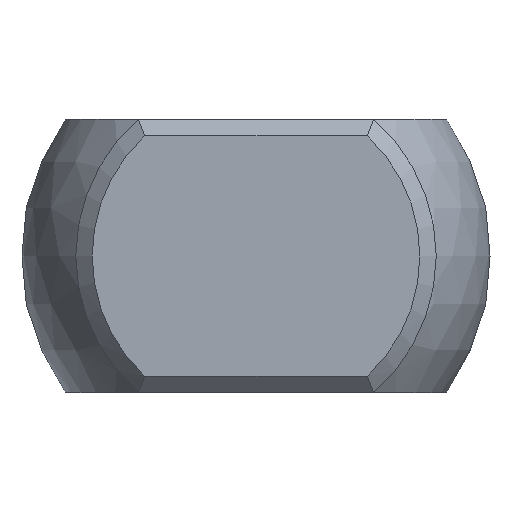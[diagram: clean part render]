
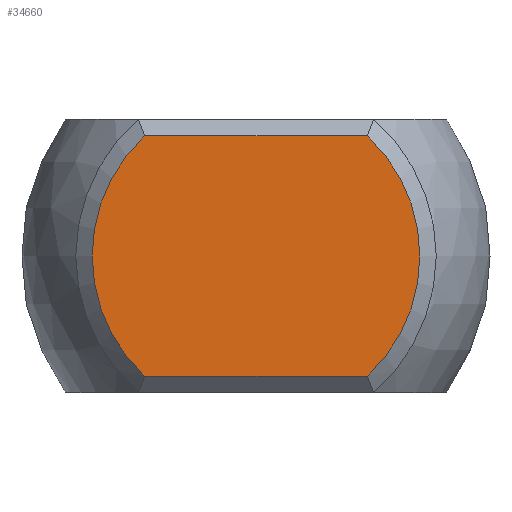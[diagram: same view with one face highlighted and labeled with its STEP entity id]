
A CAD part, left-side view. The second image highlights one B-rep face of the part: STEP entity #34660.
In plain terms, the highlighted planar face has unit normal (-1, 0, 0).
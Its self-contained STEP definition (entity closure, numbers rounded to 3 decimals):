
#33084 = PLANE('',#33085);
#33085 = AXIS2_PLACEMENT_3D('',#33086,#33087,#33088);
#33086 = CARTESIAN_POINT('',(-37.35,4.775,2.35));
#33087 = DIRECTION('',(-0.707,0.,0.707));
#33088 = DIRECTION('',(0.707,0.,0.707));
#34290 = CONICAL_SURFACE('',#34291,3.15,0.785);
#34291 = AXIS2_PLACEMENT_3D('',#34292,#34293,#34294);
#34292 = CARTESIAN_POINT('',(-37.35,0.,0.));
#34293 = DIRECTION('',(1.,0.,0.));
#34294 = DIRECTION('',(0.,-1.,0.));
#34310 = VERTEX_POINT('',#34311);
#34311 = CARTESIAN_POINT('',(-37.5,-2.04,2.2));
#34333 = EDGE_CURVE('',#34310,#34334,#34336,.T.);
#34334 = VERTEX_POINT('',#34335);
#34335 = CARTESIAN_POINT('',(-37.5,-2.04,-2.2));
#34336 = SURFACE_CURVE('',#34337,(#34342,#34349),.PCURVE_S1.);
#34337 = CIRCLE('',#34338,3.);
#34338 = AXIS2_PLACEMENT_3D('',#34339,#34340,#34341);
#34339 = CARTESIAN_POINT('',(-37.5,0.,0.));
#34340 = DIRECTION('',(1.,0.,0.));
#34341 = DIRECTION('',(0.,-1.,0.));
#34342 = PCURVE('',#34290,#34343);
#34343 = DEFINITIONAL_REPRESENTATION('',(#34344),#34348);
#34344 = LINE('',#34345,#34346);
#34345 = CARTESIAN_POINT('',(-6.283,-0.15));
#34346 = VECTOR('',#34347,1.);
#34347 = DIRECTION('',(1.,0.));
#34348 = ( GEOMETRIC_REPRESENTATION_CONTEXT(2) 
PARAMETRIC_REPRESENTATION_CONTEXT() REPRESENTATION_CONTEXT('2D SPACE',''
  ) );
#34349 = PCURVE('',#34350,#34355);
#34350 = PLANE('',#34351);
#34351 = AXIS2_PLACEMENT_3D('',#34352,#34353,#34354);
#34352 = CARTESIAN_POINT('',(-37.5,3.3,0.));
#34353 = DIRECTION('',(-1.,0.,0.));
#34354 = DIRECTION('',(0.,0.,1.));
#34355 = DEFINITIONAL_REPRESENTATION('',(#34356),#34364);
#34356 = ( BOUNDED_CURVE() B_SPLINE_CURVE(2,(#34357,#34358,#34359,#34360
    ,#34361,#34362,#34363),.UNSPECIFIED.,.T.,.F.) 
B_SPLINE_CURVE_WITH_KNOTS((1,2,2,2,2,1),(-2.094,0.,
    2.094,4.189,6.283,8.378),
.UNSPECIFIED.) CURVE() GEOMETRIC_REPRESENTATION_ITEM() 
RATIONAL_B_SPLINE_CURVE((1.,0.5,1.,0.5,1.,0.5,1.)) REPRESENTATION_ITEM(
  '') );
#34357 = CARTESIAN_POINT('',(0.,-6.3));
#34358 = CARTESIAN_POINT('',(-5.196,-6.3));
#34359 = CARTESIAN_POINT('',(-2.598,-1.8));
#34360 = CARTESIAN_POINT('',(0.,2.7));
#34361 = CARTESIAN_POINT('',(2.598,-1.8));
#34362 = CARTESIAN_POINT('',(5.196,-6.3));
#34363 = CARTESIAN_POINT('',(0.,-6.3));
#34364 = ( GEOMETRIC_REPRESENTATION_CONTEXT(2) 
PARAMETRIC_REPRESENTATION_CONTEXT() REPRESENTATION_CONTEXT('2D SPACE',''
  ) );
#34380 = PLANE('',#34381);
#34381 = AXIS2_PLACEMENT_3D('',#34382,#34383,#34384);
#34382 = CARTESIAN_POINT('',(-37.35,-1.475,-2.35));
#34383 = DIRECTION('',(-0.707,0.,-0.707));
#34384 = DIRECTION('',(-0.707,0.,0.707));
#34398 = VERTEX_POINT('',#34399);
#34399 = CARTESIAN_POINT('',(-37.5,2.04,2.2));
#34415 = CONICAL_SURFACE('',#34416,3.15,0.785);
#34416 = AXIS2_PLACEMENT_3D('',#34417,#34418,#34419);
#34417 = CARTESIAN_POINT('',(-37.35,0.,0.));
#34418 = DIRECTION('',(1.,0.,0.));
#34419 = DIRECTION('',(-0.,1.,0.));
#34426 = EDGE_CURVE('',#34398,#34310,#34427,.T.);
#34427 = SURFACE_CURVE('',#34428,(#34432,#34439),.PCURVE_S1.);
#34428 = LINE('',#34429,#34430);
#34429 = CARTESIAN_POINT('',(-37.5,4.775,2.2));
#34430 = VECTOR('',#34431,1.);
#34431 = DIRECTION('',(0.,-1.,0.));
#34432 = PCURVE('',#33084,#34433);
#34433 = DEFINITIONAL_REPRESENTATION('',(#34434),#34438);
#34434 = LINE('',#34435,#34436);
#34435 = CARTESIAN_POINT('',(-0.212,0.));
#34436 = VECTOR('',#34437,1.);
#34437 = DIRECTION('',(0.,-1.));
#34438 = ( GEOMETRIC_REPRESENTATION_CONTEXT(2) 
PARAMETRIC_REPRESENTATION_CONTEXT() REPRESENTATION_CONTEXT('2D SPACE',''
  ) );
#34439 = PCURVE('',#34350,#34440);
#34440 = DEFINITIONAL_REPRESENTATION('',(#34441),#34445);
#34441 = LINE('',#34442,#34443);
#34442 = CARTESIAN_POINT('',(2.2,1.475));
#34443 = VECTOR('',#34444,1.);
#34444 = DIRECTION('',(0.,-1.));
#34445 = ( GEOMETRIC_REPRESENTATION_CONTEXT(2) 
PARAMETRIC_REPRESENTATION_CONTEXT() REPRESENTATION_CONTEXT('2D SPACE',''
  ) );
#34476 = VERTEX_POINT('',#34477);
#34477 = CARTESIAN_POINT('',(-37.5,2.04,-2.2));
#34499 = EDGE_CURVE('',#34476,#34398,#34500,.T.);
#34500 = SURFACE_CURVE('',#34501,(#34506,#34513),.PCURVE_S1.);
#34501 = CIRCLE('',#34502,3.);
#34502 = AXIS2_PLACEMENT_3D('',#34503,#34504,#34505);
#34503 = CARTESIAN_POINT('',(-37.5,0.,0.));
#34504 = DIRECTION('',(1.,0.,0.));
#34505 = DIRECTION('',(-0.,1.,0.));
#34506 = PCURVE('',#34415,#34507);
#34507 = DEFINITIONAL_REPRESENTATION('',(#34508),#34512);
#34508 = LINE('',#34509,#34510);
#34509 = CARTESIAN_POINT('',(-6.283,-0.15));
#34510 = VECTOR('',#34511,1.);
#34511 = DIRECTION('',(1.,0.));
#34512 = ( GEOMETRIC_REPRESENTATION_CONTEXT(2) 
PARAMETRIC_REPRESENTATION_CONTEXT() REPRESENTATION_CONTEXT('2D SPACE',''
  ) );
#34513 = PCURVE('',#34350,#34514);
#34514 = DEFINITIONAL_REPRESENTATION('',(#34515),#34523);
#34515 = ( BOUNDED_CURVE() B_SPLINE_CURVE(2,(#34516,#34517,#34518,#34519
    ,#34520,#34521,#34522),.UNSPECIFIED.,.T.,.F.) 
B_SPLINE_CURVE_WITH_KNOTS((1,2,2,2,2,1),(-2.094,0.,
    2.094,4.189,6.283,8.378),
.UNSPECIFIED.) CURVE() GEOMETRIC_REPRESENTATION_ITEM() 
RATIONAL_B_SPLINE_CURVE((1.,0.5,1.,0.5,1.,0.5,1.)) REPRESENTATION_ITEM(
  '') );
#34516 = CARTESIAN_POINT('',(0.,-0.3));
#34517 = CARTESIAN_POINT('',(5.196,-0.3));
#34518 = CARTESIAN_POINT('',(2.598,-4.8));
#34519 = CARTESIAN_POINT('',(0.,-9.3));
#34520 = CARTESIAN_POINT('',(-2.598,-4.8));
#34521 = CARTESIAN_POINT('',(-5.196,-0.3));
#34522 = CARTESIAN_POINT('',(0.,-0.3));
#34523 = ( GEOMETRIC_REPRESENTATION_CONTEXT(2) 
PARAMETRIC_REPRESENTATION_CONTEXT() REPRESENTATION_CONTEXT('2D SPACE',''
  ) );
#34529 = EDGE_CURVE('',#34334,#34476,#34530,.T.);
#34530 = SURFACE_CURVE('',#34531,(#34535,#34542),.PCURVE_S1.);
#34531 = LINE('',#34532,#34533);
#34532 = CARTESIAN_POINT('',(-37.5,-1.475,-2.2));
#34533 = VECTOR('',#34534,1.);
#34534 = DIRECTION('',(0.,1.,0.));
#34535 = PCURVE('',#34380,#34536);
#34536 = DEFINITIONAL_REPRESENTATION('',(#34537),#34541);
#34537 = LINE('',#34538,#34539);
#34538 = CARTESIAN_POINT('',(0.212,0.));
#34539 = VECTOR('',#34540,1.);
#34540 = DIRECTION('',(0.,1.));
#34541 = ( GEOMETRIC_REPRESENTATION_CONTEXT(2) 
PARAMETRIC_REPRESENTATION_CONTEXT() REPRESENTATION_CONTEXT('2D SPACE',''
  ) );
#34542 = PCURVE('',#34350,#34543);
#34543 = DEFINITIONAL_REPRESENTATION('',(#34544),#34548);
#34544 = LINE('',#34545,#34546);
#34545 = CARTESIAN_POINT('',(-2.2,-4.775));
#34546 = VECTOR('',#34547,1.);
#34547 = DIRECTION('',(0.,1.));
#34548 = ( GEOMETRIC_REPRESENTATION_CONTEXT(2) 
PARAMETRIC_REPRESENTATION_CONTEXT() REPRESENTATION_CONTEXT('2D SPACE',''
  ) );
#34660 = ADVANCED_FACE('',(#34661),#34350,.T.);
#34661 = FACE_BOUND('',#34662,.T.);
#34662 = EDGE_LOOP('',(#34663,#34664,#34665,#34666));
#34663 = ORIENTED_EDGE('',*,*,#34333,.F.);
#34664 = ORIENTED_EDGE('',*,*,#34426,.F.);
#34665 = ORIENTED_EDGE('',*,*,#34499,.F.);
#34666 = ORIENTED_EDGE('',*,*,#34529,.F.);
